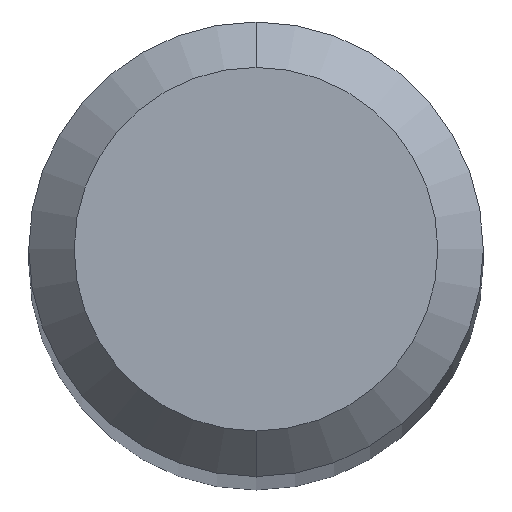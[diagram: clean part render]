
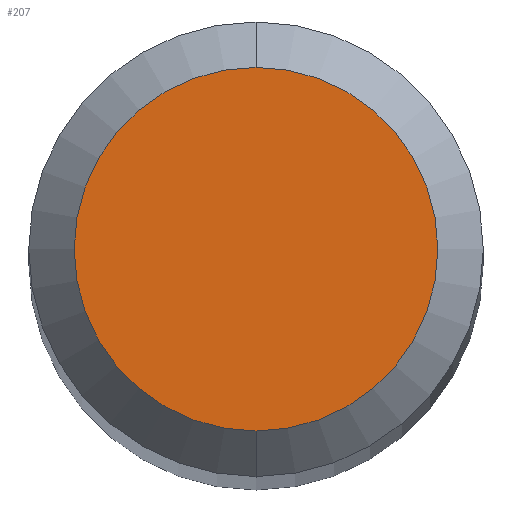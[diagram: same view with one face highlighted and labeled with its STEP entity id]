
A CAD part, top view. The second image highlights one B-rep face of the part: STEP entity #207.
In plain terms, the highlighted planar face has unit normal (0, 0, 1).
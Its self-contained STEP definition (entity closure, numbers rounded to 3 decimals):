
#207=ADVANCED_FACE('',(#518),#519,.T.);
#235=VERTEX_POINT('',#547);
#255=VERTEX_POINT('',#570);
#285=EDGE_CURVE('',#255,#235,#603,.T.);
#319=EDGE_CURVE('',#235,#255,#639,.T.);
#518=FACE_OUTER_BOUND('',#869,.T.);
#519=PLANE('',#870);
#547=CARTESIAN_POINT('',(0.,-1.2,0.0));
#570=CARTESIAN_POINT('',(0.0,1.2,0.0));
#603=CIRCLE('',#1062,1.2);
#639=CIRCLE('',#1121,1.2);
#869=EDGE_LOOP('',(#1495,#1496));
#870=AXIS2_PLACEMENT_3D('',#1497,#1498,#1499);
#1062=AXIS2_PLACEMENT_3D('',#1572,#1573,#1574);
#1121=AXIS2_PLACEMENT_3D('',#1600,#1601,#1602);
#1495=ORIENTED_EDGE('',*,*,#285,.F.);
#1496=ORIENTED_EDGE('',*,*,#319,.F.);
#1497=CARTESIAN_POINT('',(0.0,0.6,0.0));
#1498=DIRECTION('',(-0.0,0.0,1.0));
#1499=DIRECTION('',(0.0,-1.0,0.0));
#1572=CARTESIAN_POINT('',(0.0,0.0,0.0));
#1573=DIRECTION('',(0.0,0.0,-1.0));
#1574=DIRECTION('',(0.0,1.0,0.0));
#1600=CARTESIAN_POINT('',(0.0,0.0,0.0));
#1601=DIRECTION('',(0.0,0.0,-1.0));
#1602=DIRECTION('',(0.0,1.0,0.0));
